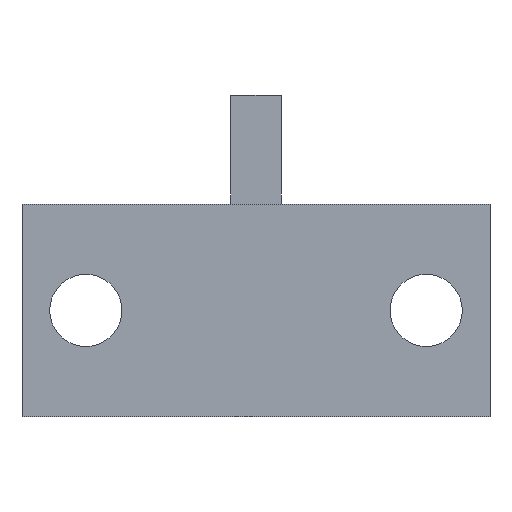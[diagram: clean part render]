
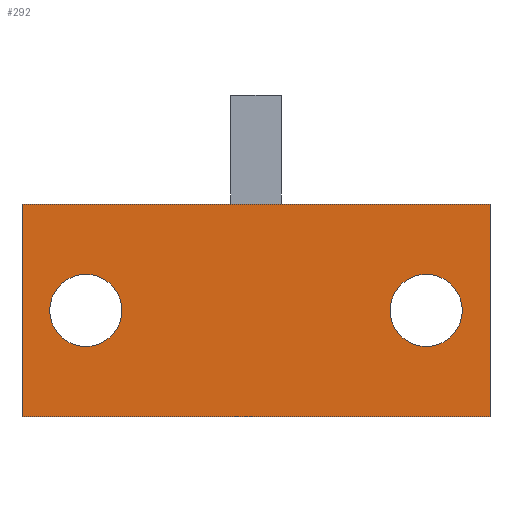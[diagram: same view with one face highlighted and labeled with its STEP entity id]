
A CAD part, front view. The second image highlights one B-rep face of the part: STEP entity #292.
In plain terms, the highlighted planar face has unit normal (0, -1, 0).
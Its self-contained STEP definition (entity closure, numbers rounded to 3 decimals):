
#1=DIRECTION('',(0.,0.,1.));
#2=VECTOR('',#1,12.7);
#3=CARTESIAN_POINT('',(-13.97,0.,-6.35));
#4=LINE('',#3,#2);
#5=DIRECTION('',(1.,0.,0.));
#6=VECTOR('',#5,27.94);
#7=CARTESIAN_POINT('',(-13.97,0.,6.35));
#8=LINE('',#7,#6);
#9=DIRECTION('',(0.,0.,-1.));
#10=VECTOR('',#9,12.7);
#11=CARTESIAN_POINT('',(13.97,0.,6.35));
#12=LINE('',#11,#10);
#13=DIRECTION('',(-1.,0.,0.));
#14=VECTOR('',#13,27.94);
#15=CARTESIAN_POINT('',(13.97,0.,-6.35));
#16=LINE('',#15,#14);
#17=CARTESIAN_POINT('',(10.16,0.,0.));
#18=DIRECTION('',(0.,1.,0.));
#19=DIRECTION('',(1.,0.,0.));
#20=AXIS2_PLACEMENT_3D('',#17,#18,#19);
#22=CARTESIAN_POINT('',(10.16,0.,0.));
#23=DIRECTION('',(0.,1.,0.));
#24=DIRECTION('',(-1.,0.,0.));
#25=AXIS2_PLACEMENT_3D('',#22,#23,#24);
#27=CARTESIAN_POINT('',(-10.16,0.,0.));
#28=DIRECTION('',(0.,1.,0.));
#29=DIRECTION('',(1.,0.,0.));
#30=AXIS2_PLACEMENT_3D('',#27,#28,#29);
#32=CARTESIAN_POINT('',(-10.16,0.,0.));
#33=DIRECTION('',(0.,1.,0.));
#34=DIRECTION('',(-1.,0.,0.));
#35=AXIS2_PLACEMENT_3D('',#32,#33,#34);
#201=CARTESIAN_POINT('',(-13.97,0.,-6.35));
#202=CARTESIAN_POINT('',(-13.97,0.,6.35));
#203=VERTEX_POINT('',#201);
#204=VERTEX_POINT('',#202);
#205=CARTESIAN_POINT('',(13.97,0.,6.35));
#206=VERTEX_POINT('',#205);
#207=CARTESIAN_POINT('',(13.97,0.,-6.35));
#208=VERTEX_POINT('',#207);
#249=CARTESIAN_POINT('',(12.315,0.,0.));
#250=CARTESIAN_POINT('',(8.005,0.,0.));
#251=VERTEX_POINT('',#249);
#252=VERTEX_POINT('',#250);
#253=CARTESIAN_POINT('',(-8.005,0.,0.));
#254=CARTESIAN_POINT('',(-12.315,0.,0.));
#255=VERTEX_POINT('',#253);
#256=VERTEX_POINT('',#254);
#265=CARTESIAN_POINT('',(0.,0.,0.));
#266=DIRECTION('',(0.,1.,0.));
#267=DIRECTION('',(1.,0.,0.));
#268=AXIS2_PLACEMENT_3D('',#265,#266,#267);
#269=PLANE('',#268);
#271=ORIENTED_EDGE('',*,*,#270,.T.);
#273=ORIENTED_EDGE('',*,*,#272,.T.);
#275=ORIENTED_EDGE('',*,*,#274,.T.);
#277=ORIENTED_EDGE('',*,*,#276,.T.);
#278=EDGE_LOOP('',(#271,#273,#275,#277));
#279=FACE_OUTER_BOUND('',#278,.F.);
#281=ORIENTED_EDGE('',*,*,#280,.F.);
#283=ORIENTED_EDGE('',*,*,#282,.F.);
#284=EDGE_LOOP('',(#281,#283));
#285=FACE_BOUND('',#284,.F.);
#287=ORIENTED_EDGE('',*,*,#286,.F.);
#289=ORIENTED_EDGE('',*,*,#288,.F.);
#290=EDGE_LOOP('',(#287,#289));
#291=FACE_BOUND('',#290,.F.);
#21=CIRCLE('',#20,2.155);
#26=CIRCLE('',#25,2.155);
#31=CIRCLE('',#30,2.155);
#36=CIRCLE('',#35,2.155);
#270=EDGE_CURVE('',#203,#204,#4,.T.);
#272=EDGE_CURVE('',#204,#206,#8,.T.);
#274=EDGE_CURVE('',#206,#208,#12,.T.);
#276=EDGE_CURVE('',#208,#203,#16,.T.);
#280=EDGE_CURVE('',#251,#252,#21,.T.);
#282=EDGE_CURVE('',#252,#251,#26,.T.);
#286=EDGE_CURVE('',#255,#256,#31,.T.);
#288=EDGE_CURVE('',#256,#255,#36,.T.);
#292=ADVANCED_FACE('',(#279,#285,#291),#269,.F.);
